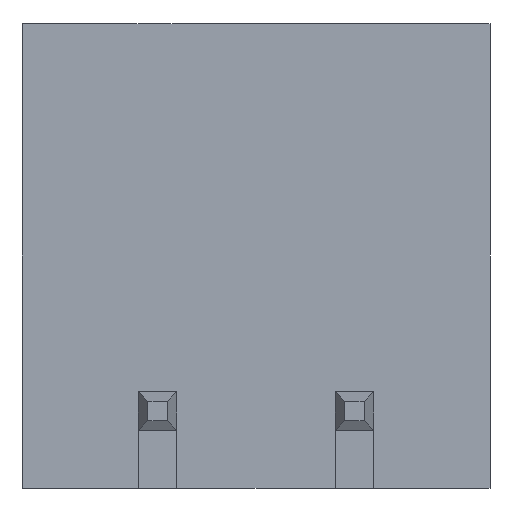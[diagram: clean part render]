
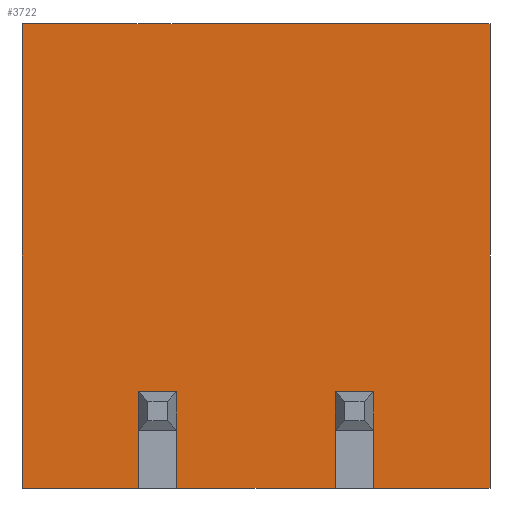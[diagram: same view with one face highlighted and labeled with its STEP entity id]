
A CAD part, front view. The second image highlights one B-rep face of the part: STEP entity #3722.
In plain terms, the highlighted planar face has unit normal (0, -1, 0).
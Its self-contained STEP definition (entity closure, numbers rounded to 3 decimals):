
#36 = PLANE ( 'NONE',  #3630 ) ;
#73 = EDGE_CURVE ( 'NONE', #223, #1791, #1127, .T. ) ;
#78 = CARTESIAN_POINT ( 'NONE',  ( 3.04, 0., 0.5 ) ) ;
#172 = VECTOR ( 'NONE', #2586, 1000. ) ;
#191 = CARTESIAN_POINT ( 'NONE',  ( 6.04, 0., 4. ) ) ;
#193 = ORIENTED_EDGE ( 'NONE', *, *, #2398, .F. ) ;
#197 = ORIENTED_EDGE ( 'NONE', *, *, #2011, .T. ) ;
#223 = VERTEX_POINT ( 'NONE', #3201 ) ;
#286 = CARTESIAN_POINT ( 'NONE',  ( -6.04, 0., -2. ) ) ;
#288 = DIRECTION ( 'NONE',  ( -1., 0., 0. ) ) ;
#292 = LINE ( 'NONE', #1173, #1821 ) ;
#311 = DIRECTION ( 'NONE',  ( 0., 0., -1. ) ) ;
#349 = DIRECTION ( 'NONE',  ( 0., 0., -1. ) ) ;
#370 = CARTESIAN_POINT ( 'NONE',  ( -6.04, 0., -2. ) ) ;
#388 = VECTOR ( 'NONE', #349, 1000. ) ;
#399 = VERTEX_POINT ( 'NONE', #461 ) ;
#413 = VERTEX_POINT ( 'NONE', #1301 ) ;
#437 = EDGE_CURVE ( 'NONE', #1458, #2159, #1057, .T. ) ;
#450 = LINE ( 'NONE', #191, #3318 ) ;
#461 = CARTESIAN_POINT ( 'NONE',  ( 6.04, 0., -2. ) ) ;
#516 = LINE ( 'NONE', #1968, #172 ) ;
#767 = VECTOR ( 'NONE', #2122, 1000. ) ;
#813 = ORIENTED_EDGE ( 'NONE', *, *, #3013, .T. ) ;
#850 = VERTEX_POINT ( 'NONE', #931 ) ;
#895 = EDGE_CURVE ( 'NONE', #930, #223, #1508, .T. ) ;
#930 = VERTEX_POINT ( 'NONE', #2532 ) ;
#931 = CARTESIAN_POINT ( 'NONE',  ( -6.04, 0., 10. ) ) ;
#1030 = CARTESIAN_POINT ( 'NONE',  ( -2.04, 0., -2. ) ) ;
#1031 = ORIENTED_EDGE ( 'NONE', *, *, #2297, .F. ) ;
#1057 = LINE ( 'NONE', #3464, #3087 ) ;
#1072 = EDGE_CURVE ( 'NONE', #2159, #3738, #2347, .T. ) ;
#1112 = VECTOR ( 'NONE', #1800, 1000. ) ;
#1127 = LINE ( 'NONE', #3197, #2630 ) ;
#1162 = LINE ( 'NONE', #2089, #2426 ) ;
#1173 = CARTESIAN_POINT ( 'NONE',  ( -6.04, 0., -2. ) ) ;
#1186 = LINE ( 'NONE', #2382, #2479 ) ;
#1301 = CARTESIAN_POINT ( 'NONE',  ( 2.04, 0., -2. ) ) ;
#1374 = VERTEX_POINT ( 'NONE', #1653 ) ;
#1458 = VERTEX_POINT ( 'NONE', #1737 ) ;
#1466 = LINE ( 'NONE', #286, #1112 ) ;
#1508 = LINE ( 'NONE', #2659, #2327 ) ;
#1645 = DIRECTION ( 'NONE',  ( 0., 0., -1. ) ) ;
#1653 = CARTESIAN_POINT ( 'NONE',  ( 6.04, 0., 10. ) ) ;
#1700 = DIRECTION ( 'NONE',  ( 0., 0., -1. ) ) ;
#1737 = CARTESIAN_POINT ( 'NONE',  ( 2.04, 0., 0.5 ) ) ;
#1791 = VERTEX_POINT ( 'NONE', #3515 ) ;
#1792 = DIRECTION ( 'NONE',  ( -1., 0., 0. ) ) ;
#1800 = DIRECTION ( 'NONE',  ( -1., 0., 0. ) ) ;
#1819 = DIRECTION ( 'NONE',  ( 1., 0., 0. ) ) ;
#1821 = VECTOR ( 'NONE', #1792, 1000. ) ;
#1823 = ORIENTED_EDGE ( 'NONE', *, *, #1072, .T. ) ;
#1888 = DIRECTION ( 'NONE',  ( 0., -1., 0. ) ) ;
#1920 = DIRECTION ( 'NONE',  ( 0., 0., -1. ) ) ;
#1932 = DIRECTION ( 'NONE',  ( 1., 0., 0. ) ) ;
#1968 = CARTESIAN_POINT ( 'NONE',  ( -2.04, 0., 0.5 ) ) ;
#1974 = ORIENTED_EDGE ( 'NONE', *, *, #2691, .F. ) ;
#2011 = EDGE_CURVE ( 'NONE', #3738, #399, #3270, .T. ) ;
#2021 = ORIENTED_EDGE ( 'NONE', *, *, #3452, .F. ) ;
#2089 = CARTESIAN_POINT ( 'NONE',  ( -6.04, 0., 10. ) ) ;
#2122 = DIRECTION ( 'NONE',  ( 1., 0., 0. ) ) ;
#2159 = VERTEX_POINT ( 'NONE', #78 ) ;
#2195 = VECTOR ( 'NONE', #311, 1000. ) ;
#2297 = EDGE_CURVE ( 'NONE', #413, #3512, #292, .T. ) ;
#2327 = VECTOR ( 'NONE', #288, 1000. ) ;
#2347 = LINE ( 'NONE', #3334, #388 ) ;
#2382 = CARTESIAN_POINT ( 'NONE',  ( -6.04, 0., 10. ) ) ;
#2398 = EDGE_CURVE ( 'NONE', #1458, #413, #3549, .T. ) ;
#2426 = VECTOR ( 'NONE', #2690, 1000. ) ;
#2479 = VECTOR ( 'NONE', #1819, 1000. ) ;
#2523 = ORIENTED_EDGE ( 'NONE', *, *, #437, .T. ) ;
#2532 = CARTESIAN_POINT ( 'NONE',  ( -2.04, 0., 0.5 ) ) ;
#2586 = DIRECTION ( 'NONE',  ( 0., 0., -1. ) ) ;
#2625 = ORIENTED_EDGE ( 'NONE', *, *, #73, .F. ) ;
#2630 = VECTOR ( 'NONE', #1700, 1000. ) ;
#2659 = CARTESIAN_POINT ( 'NONE',  ( 0., 0., 0.5 ) ) ;
#2664 = CARTESIAN_POINT ( 'NONE',  ( 2.04, 0., 0.5 ) ) ;
#2690 = DIRECTION ( 'NONE',  ( 0., 0., 1. ) ) ;
#2691 = EDGE_CURVE ( 'NONE', #1791, #3801, #1466, .T. ) ;
#2715 = EDGE_CURVE ( 'NONE', #850, #1374, #1186, .T. ) ;
#2800 = CARTESIAN_POINT ( 'NONE',  ( 3.04, 0., -2. ) ) ;
#2981 = CARTESIAN_POINT ( 'NONE',  ( 6.04, 0., -2. ) ) ;
#2985 = ORIENTED_EDGE ( 'NONE', *, *, #3272, .F. ) ;
#3013 = EDGE_CURVE ( 'NONE', #930, #3512, #516, .T. ) ;
#3086 = FACE_OUTER_BOUND ( 'NONE', #3138, .T. ) ;
#3087 = VECTOR ( 'NONE', #1932, 1000. ) ;
#3138 = EDGE_LOOP ( 'NONE', ( #2021, #3428, #2985, #1974, #2625, #3542, #813, #1031, #193, #2523, #1823, #197 ) ) ;
#3197 = CARTESIAN_POINT ( 'NONE',  ( -3.04, 0., 0.5 ) ) ;
#3201 = CARTESIAN_POINT ( 'NONE',  ( -3.04, 0., 0.5 ) ) ;
#3270 = LINE ( 'NONE', #2981, #767 ) ;
#3272 = EDGE_CURVE ( 'NONE', #3801, #850, #1162, .T. ) ;
#3318 = VECTOR ( 'NONE', #1645, 1000. ) ;
#3334 = CARTESIAN_POINT ( 'NONE',  ( 3.04, 0., 0.5 ) ) ;
#3411 = CARTESIAN_POINT ( 'NONE',  ( 0., 0., 4. ) ) ;
#3428 = ORIENTED_EDGE ( 'NONE', *, *, #2715, .F. ) ;
#3452 = EDGE_CURVE ( 'NONE', #1374, #399, #450, .T. ) ;
#3464 = CARTESIAN_POINT ( 'NONE',  ( 0., 0., 0.5 ) ) ;
#3512 = VERTEX_POINT ( 'NONE', #1030 ) ;
#3515 = CARTESIAN_POINT ( 'NONE',  ( -3.04, 0., -2. ) ) ;
#3542 = ORIENTED_EDGE ( 'NONE', *, *, #895, .F. ) ;
#3549 = LINE ( 'NONE', #2664, #2195 ) ;
#3630 = AXIS2_PLACEMENT_3D ( 'NONE', #3411, #1888, #1920 ) ;
#3722 = ADVANCED_FACE ( 'NONE', ( #3086 ), #36, .T. ) ;
#3738 = VERTEX_POINT ( 'NONE', #2800 ) ;
#3801 = VERTEX_POINT ( 'NONE', #370 ) ;
